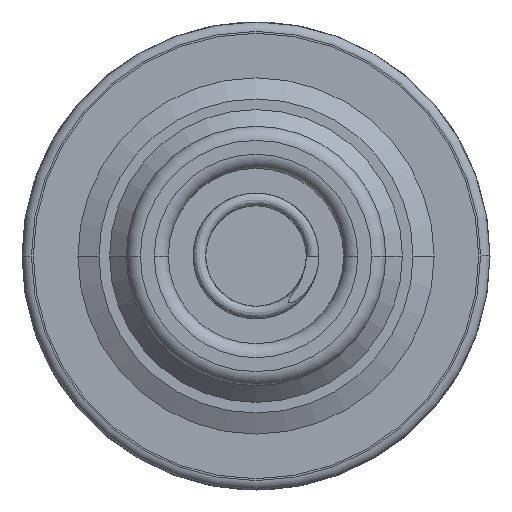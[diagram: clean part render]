
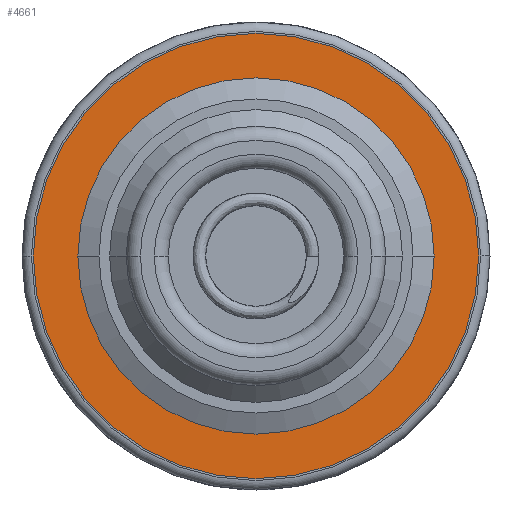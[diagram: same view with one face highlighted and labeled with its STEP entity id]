
A CAD part, front view. The second image highlights one B-rep face of the part: STEP entity #4661.
In plain terms, the highlighted planar face has unit normal (0, -1, 0).
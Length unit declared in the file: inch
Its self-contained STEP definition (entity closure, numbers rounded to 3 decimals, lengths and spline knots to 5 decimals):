
#1247=CARTESIAN_POINT('',(0.,0.624,0.));
#1248=DIRECTION('',(0.,1.,0.));
#1249=DIRECTION('',(1.,0.,0.));
#1250=AXIS2_PLACEMENT_3D('',#1247,#1248,#1249);
#1255=CARTESIAN_POINT('',(0.,0.624,0.));
#1256=DIRECTION('',(0.,-1.,0.));
#1257=DIRECTION('',(1.,0.,0.));
#1258=AXIS2_PLACEMENT_3D('',#1255,#1256,#1257);
#1263=CARTESIAN_POINT('',(0.,0.624,0.));
#1264=DIRECTION('',(0.,-1.,0.));
#1265=DIRECTION('',(1.,0.,0.));
#1266=AXIS2_PLACEMENT_3D('',#1263,#1264,#1265);
#1285=CARTESIAN_POINT('',(0.,0.624,0.));
#1286=DIRECTION('',(0.,1.,0.));
#1287=DIRECTION('',(1.,0.,0.));
#1288=AXIS2_PLACEMENT_3D('',#1285,#1286,#1287);
#2433=CARTESIAN_POINT('',(0.2835,0.624,0.));
#2434=VERTEX_POINT('',#2433);
#2435=CARTESIAN_POINT('',(0.3545,0.624,0.));
#2437=VERTEX_POINT('',#2435);
#2443=CARTESIAN_POINT('',(-0.2835,0.624,0.));
#2444=VERTEX_POINT('',#2443);
#2445=CARTESIAN_POINT('',(-0.3545,0.624,0.));
#2447=VERTEX_POINT('',#2445);
#4646=CARTESIAN_POINT('',(0.,0.624,0.));
#4647=DIRECTION('',(0.,-1.,0.));
#4648=DIRECTION('',(-1.,0.,0.));
#4649=AXIS2_PLACEMENT_3D('',#4646,#4647,#4648);
#4650=PLANE('',#4649);
#4652=ORIENTED_EDGE('',*,*,#4651,.F.);
#4654=ORIENTED_EDGE('',*,*,#4653,.T.);
#4655=EDGE_LOOP('',(#4652,#4654));
#4656=FACE_OUTER_BOUND('',#4655,.F.);
#4657=ORIENTED_EDGE('',*,*,#4625,.F.);
#4658=ORIENTED_EDGE('',*,*,#4641,.T.);
#4659=EDGE_LOOP('',(#4657,#4658));
#4660=FACE_BOUND('',#4659,.F.);
#1251=CIRCLE('',#1250,0.2835);
#1259=CIRCLE('',#1258,0.2835);
#1267=CIRCLE('',#1266,0.3545);
#1289=CIRCLE('',#1288,0.3545);
#4625=EDGE_CURVE('',#2434,#2444,#1251,.T.);
#4641=EDGE_CURVE('',#2434,#2444,#1259,.T.);
#4651=EDGE_CURVE('',#2437,#2447,#1267,.T.);
#4653=EDGE_CURVE('',#2437,#2447,#1289,.T.);
#4661=ADVANCED_FACE('',(#4656,#4660),#4650,.T.);
